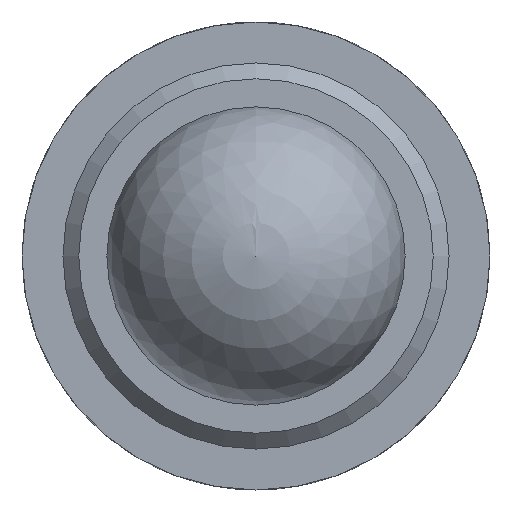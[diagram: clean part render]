
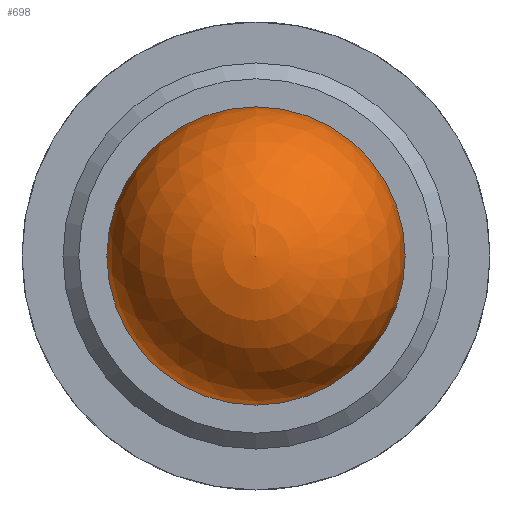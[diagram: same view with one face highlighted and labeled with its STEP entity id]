
A CAD part, front view. The second image highlights one B-rep face of the part: STEP entity #698.
In plain terms, the highlighted spherical face has radius 12.75 mm.
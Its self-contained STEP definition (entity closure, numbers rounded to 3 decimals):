
#135=FACE_OUTER_BOUND('',#178,.T.);
#178=EDGE_LOOP('',(#458,#459,#460,#461));
#235=CIRCLE('',#762,12.75);
#236=CIRCLE('',#763,12.75);
#237=CIRCLE('',#764,12.75);
#295=VERTEX_POINT('',#1106);
#296=VERTEX_POINT('',#1107);
#297=VERTEX_POINT('',#1109);
#363=EDGE_CURVE('',#295,#296,#235,.T.);
#364=EDGE_CURVE('',#296,#297,#236,.T.);
#365=EDGE_CURVE('',#296,#295,#237,.T.);
#458=ORIENTED_EDGE('',*,*,#363,.T.);
#459=ORIENTED_EDGE('',*,*,#364,.T.);
#460=ORIENTED_EDGE('',*,*,#364,.F.);
#461=ORIENTED_EDGE('',*,*,#365,.T.);
#648=SPHERICAL_SURFACE('',#761,12.75);
#698=ADVANCED_FACE('',(#135),#648,.T.);
#761=AXIS2_PLACEMENT_3D('',#1105,#865,#866);
#762=AXIS2_PLACEMENT_3D('',#1108,#867,#868);
#763=AXIS2_PLACEMENT_3D('',#1110,#869,#870);
#764=AXIS2_PLACEMENT_3D('',#1111,#871,#872);
#865=DIRECTION('center_axis',(0.,1.,0.));
#866=DIRECTION('ref_axis',(0.,0.,-1.));
#867=DIRECTION('center_axis',(0.,-1.,0.));
#868=DIRECTION('ref_axis',(1.,0.,0.));
#869=DIRECTION('center_axis',(1.,0.,0.));
#870=DIRECTION('ref_axis',(0.,0.,1.));
#871=DIRECTION('center_axis',(0.,-1.,0.));
#872=DIRECTION('ref_axis',(1.,0.,0.));
#1105=CARTESIAN_POINT('Origin',(0.,12.75,0.));
#1106=CARTESIAN_POINT('',(-12.75,12.75,0.));
#1107=CARTESIAN_POINT('',(0.,12.75,12.75));
#1108=CARTESIAN_POINT('Origin',(0.,12.75,0.));
#1109=CARTESIAN_POINT('',(0.,0.,0.));
#1110=CARTESIAN_POINT('Origin',(0.,12.75,0.));
#1111=CARTESIAN_POINT('Origin',(0.,12.75,0.));
